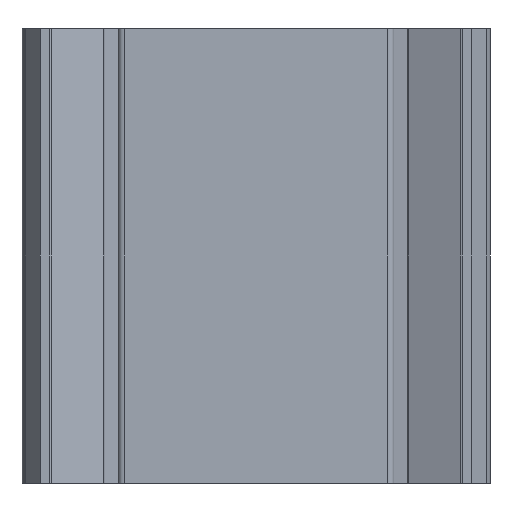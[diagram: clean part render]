
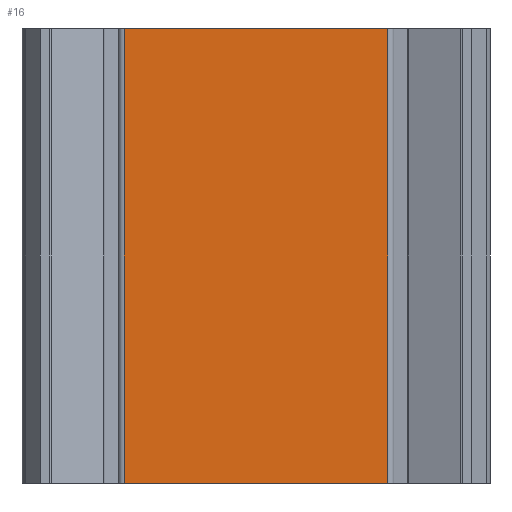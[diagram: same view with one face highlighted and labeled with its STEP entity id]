
A CAD part, left-side view. The second image highlights one B-rep face of the part: STEP entity #16.
In plain terms, the highlighted cylindrical face has radius 349229 mm (diameter 698457 mm), a partial arc.
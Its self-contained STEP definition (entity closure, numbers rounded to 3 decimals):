
#16=ADVANCED_FACE('',(#88),#1229,.T.);
#88=FACE_OUTER_BOUND('',#160,.T.);
#160=EDGE_LOOP('',(#232,#233,#234,#235));
#232=ORIENTED_EDGE('',*,*,#640,.T.);
#233=ORIENTED_EDGE('',*,*,#641,.T.);
#234=ORIENTED_EDGE('',*,*,#642,.F.);
#235=ORIENTED_EDGE('',*,*,#643,.F.);
#640=EDGE_CURVE('',#1048,#1049,#844,.T.);
#641=EDGE_CURVE('',#1049,#1050,#845,.T.);
#642=EDGE_CURVE('',#1051,#1050,#846,.T.);
#643=EDGE_CURVE('',#1048,#1051,#847,.T.);
#844=(
BOUNDED_CURVE()
B_SPLINE_CURVE(2,(#1597,#1598,#1599,#1600,#1601),.UNSPECIFIED.,.F.,.F.)
B_SPLINE_CURVE_WITH_KNOTS((3,2,3),(181.968,186.586,191.204),
 .UNSPECIFIED.)
CURVE()
GEOMETRIC_REPRESENTATION_ITEM()
RATIONAL_B_SPLINE_CURVE((1.,1.,1.,1.,1.))
REPRESENTATION_ITEM('')
);
#845=(
BOUNDED_CURVE()
B_SPLINE_CURVE(1,(#1602,#1603),.UNSPECIFIED.,.F.,.F.)
B_SPLINE_CURVE_WITH_KNOTS((2,2),(0.,15.),.UNSPECIFIED.)
CURVE()
GEOMETRIC_REPRESENTATION_ITEM()
RATIONAL_B_SPLINE_CURVE((1.,1.))
REPRESENTATION_ITEM('')
);
#846=(
BOUNDED_CURVE()
B_SPLINE_CURVE(2,(#1604,#1605,#1606,#1607,#1608),.UNSPECIFIED.,.F.,.F.)
B_SPLINE_CURVE_WITH_KNOTS((3,2,3),(181.968,186.586,191.204),
 .UNSPECIFIED.)
CURVE()
GEOMETRIC_REPRESENTATION_ITEM()
RATIONAL_B_SPLINE_CURVE((1.,1.,1.,1.,1.))
REPRESENTATION_ITEM('')
);
#847=(
BOUNDED_CURVE()
B_SPLINE_CURVE(1,(#1609,#1610),.UNSPECIFIED.,.F.,.F.)
B_SPLINE_CURVE_WITH_KNOTS((2,2),(0.,15.),.UNSPECIFIED.)
CURVE()
GEOMETRIC_REPRESENTATION_ITEM()
RATIONAL_B_SPLINE_CURVE((1.,1.))
REPRESENTATION_ITEM('')
);
#1048=VERTEX_POINT('',#1545);
#1049=VERTEX_POINT('',#1546);
#1050=VERTEX_POINT('',#1547);
#1051=VERTEX_POINT('',#1548);
#1229=CYLINDRICAL_SURFACE('',#1344,349228.539);
#1344=AXIS2_PLACEMENT_3D('',#1480,#1412,$);
#1412=DIRECTION('',(0.,0.,1.));
#1480=CARTESIAN_POINT('',(349221.36,0.,7.5));
#1545=CARTESIAN_POINT('',(-7.179,4.358,0.));
#1546=CARTESIAN_POINT('',(-7.179,-4.358,0.));
#1547=CARTESIAN_POINT('',(-7.179,-4.358,15.));
#1548=CARTESIAN_POINT('',(-7.179,4.358,15.));
#1597=CARTESIAN_POINT('',(-7.179,4.358,0.));
#1598=CARTESIAN_POINT('',(-7.179,2.179,0.));
#1599=CARTESIAN_POINT('',(-7.179,0.,0.));
#1600=CARTESIAN_POINT('',(-7.179,-2.179,0.));
#1601=CARTESIAN_POINT('',(-7.179,-4.358,0.));
#1602=CARTESIAN_POINT('',(-7.179,-4.358,0.));
#1603=CARTESIAN_POINT('',(-7.179,-4.358,15.));
#1604=CARTESIAN_POINT('',(-7.179,4.358,15.));
#1605=CARTESIAN_POINT('',(-7.179,2.179,15.));
#1606=CARTESIAN_POINT('',(-7.179,0.,15.));
#1607=CARTESIAN_POINT('',(-7.179,-2.179,15.));
#1608=CARTESIAN_POINT('',(-7.179,-4.358,15.));
#1609=CARTESIAN_POINT('',(-7.179,4.358,0.));
#1610=CARTESIAN_POINT('',(-7.179,4.358,15.));
